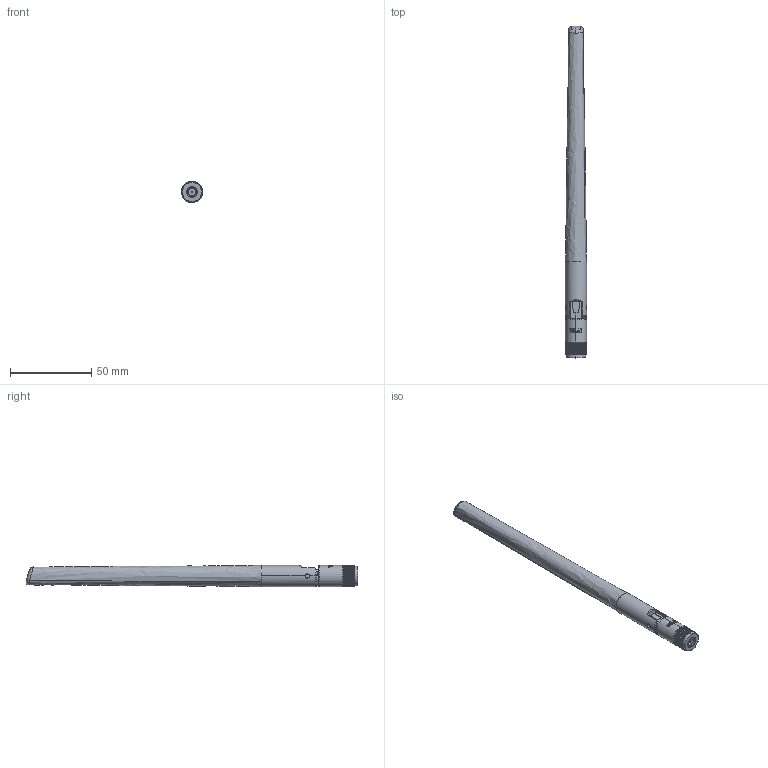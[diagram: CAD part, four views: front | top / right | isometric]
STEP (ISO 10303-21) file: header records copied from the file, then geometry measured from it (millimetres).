
FILE_DESCRIPTION (( 'STEP AP214' ), '1' );
FILE_NAME ('TG.62.A113_Web.STEP', '2025-01-10T01:20:36', ( '' ), ( '' ), 'SwSTEP 2.0', 'SolidWorks 2024', '' );
FILE_SCHEMA (( 'AUTOMOTIVE_DESIGN' ));
Length unit declared in the file: millimetre
Products named in the file (1): TG.62.A113_Web
Bounding box: 13 x 203.98 x 13 mm (x, y, z)
Surface area: 8246.5 mm2 (no closed solid volume)
Topology: 0 solids, 6 shells, 186 faces, 1066 edges, 813 vertices
Faces by surface type: cylinder 87, plane 59, bspline 19, cone 15, torus 6
Entity records: 12860 total; most frequent: CARTESIAN_POINT 6084, ORIENTED_EDGE 1518, EDGE_CURVE 1066, DIRECTION 953, VERTEX_POINT 813, B_SPLINE_CURVE_WITH_KNOTS 614, AXIS2_PLACEMENT_3D 345, VECTOR 263
